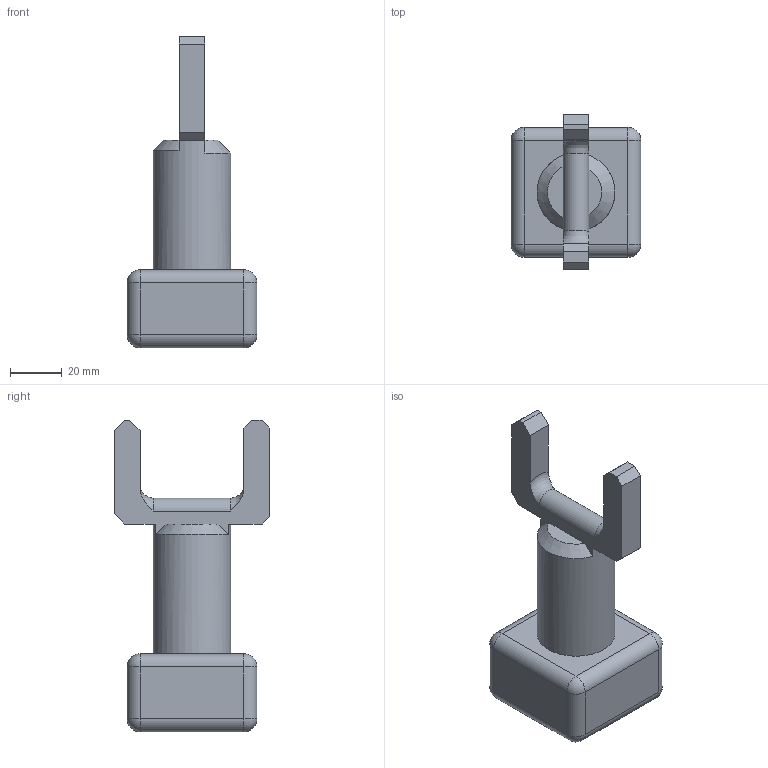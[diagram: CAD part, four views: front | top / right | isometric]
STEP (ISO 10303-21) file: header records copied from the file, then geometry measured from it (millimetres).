
FILE_DESCRIPTION(/* description */ (''),/* implementation_level */ '2;1');
FILE_NAME(/* name */ 'Robot Arm.step',/* time_stamp */ '2019-05-17T14:32:08+03:00',/* author */ (''),/* organization */ (''),/* preprocessor_version */ 'ST-DEVELOPER v18',/* originating_system */ 'Autodesk Translation Framework v8.2.0.1029',/* authorisation */ '');
FILE_SCHEMA (('AUTOMOTIVE_DESIGN { 1 0 10303 214 3 1 1 }'));
Length unit declared in the file: metre
Products named in the file (1): Part5
Bounding box: 50 x 60 x 120 mm (x, y, z)
Volume: 118390.2 mm3; surface area: 18431.5 mm2
Topology: 1 solids, 1 shells, 50 faces, 117 edges, 70 vertices
Faces by surface type: plane 24, cylinder 14, sphere 8, torus 2, cone 2
Full cylindrical faces by diameter (mm): 30 x1
Entity records: 1469 total; most frequent: CARTESIAN_POINT 282, DIRECTION 247, ORIENTED_EDGE 234, EDGE_CURVE 117, AXIS2_PLACEMENT_3D 87, LINE 73, VECTOR 73, VERTEX_POINT 70
